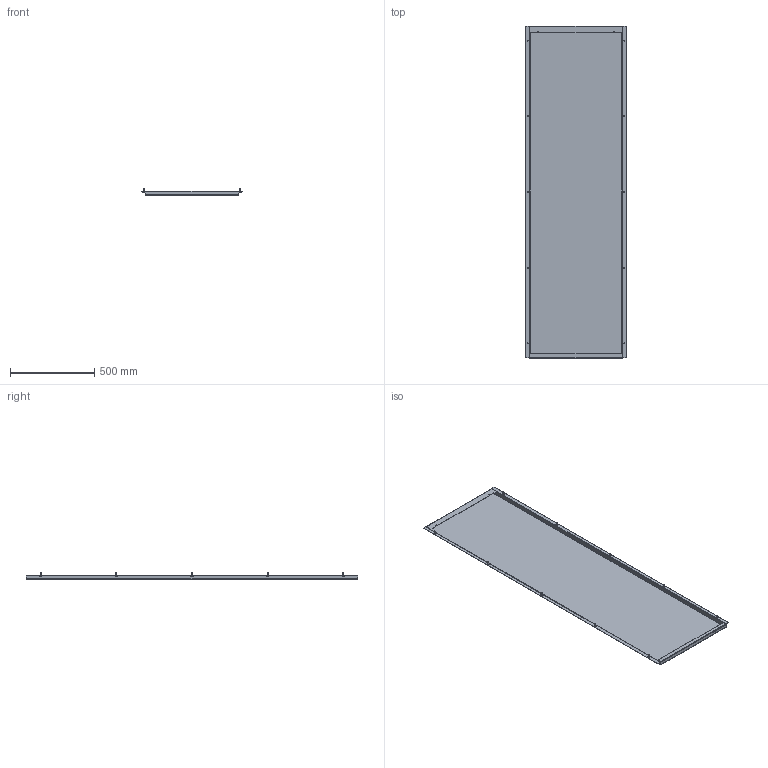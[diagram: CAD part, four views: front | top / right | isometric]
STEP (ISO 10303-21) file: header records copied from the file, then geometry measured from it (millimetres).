
FILE_DESCRIPTION(('STEP AP214'),'1');
FILE_NAME('cctmp_0F1E29EF-51D4-4D7E-90A2-F57CA3E52676_2024_05_23_13_15_06_0780..stp','2024-05-23T11:15:06',('SIEMENS A&D'),('CADClick - www.CADClick.com'),'Spatial InterOp 3D',' ','unknown authorization');
FILE_SCHEMA(('AUTOMOTIVE_DESIGN'));
Length unit declared in the file: millimetre
Products named in the file (12): cc_unnamed; 2024_05_23_13_15_06_0764; 2024_05_23_13_15_06_0733; 2024_05_23_13_15_06_0695; 2024_05_23_13_15_06_0664; 2024_05_23_13_15_06_0633; 2024_05_23_13_15_06_0595; 2024_05_23_13_15_06_0564; 2024_05_23_13_15_06_0532; 2024_05_23_13_15_06_0494; 2024_05_23_13_15_06_0463; 2024_05_23_13_15_06_0432
Assembly tree (11 placements, depth 2):
  cc_unnamed
    2024_05_23_13_15_06_0764
    2024_05_23_13_15_06_0733
    2024_05_23_13_15_06_0695
    2024_05_23_13_15_06_0664
    2024_05_23_13_15_06_0633
    2024_05_23_13_15_06_0595
    2024_05_23_13_15_06_0564
    2024_05_23_13_15_06_0532
    2024_05_23_13_15_06_0494
    2024_05_23_13_15_06_0463
    2024_05_23_13_15_06_0432
Bounding box: 597 x 1973 x 39 mm (x, y, z)
Volume: 1983866.7 mm3; surface area: 2647590.7 mm2
Topology: 11 solids, 11 shells, 204 faces, 446 edges, 274 vertices
Faces by surface type: plane 88, cylinder 76, cone 40
Entity records: 7575 total; most frequent: DIRECTION 1070, CARTESIAN_POINT 936, ORIENTED_EDGE 892, EDGE_CURVE 446, AXIS2_PLACEMENT_3D 408, VERTEX_POINT 274, LINE 254, VECTOR 254
